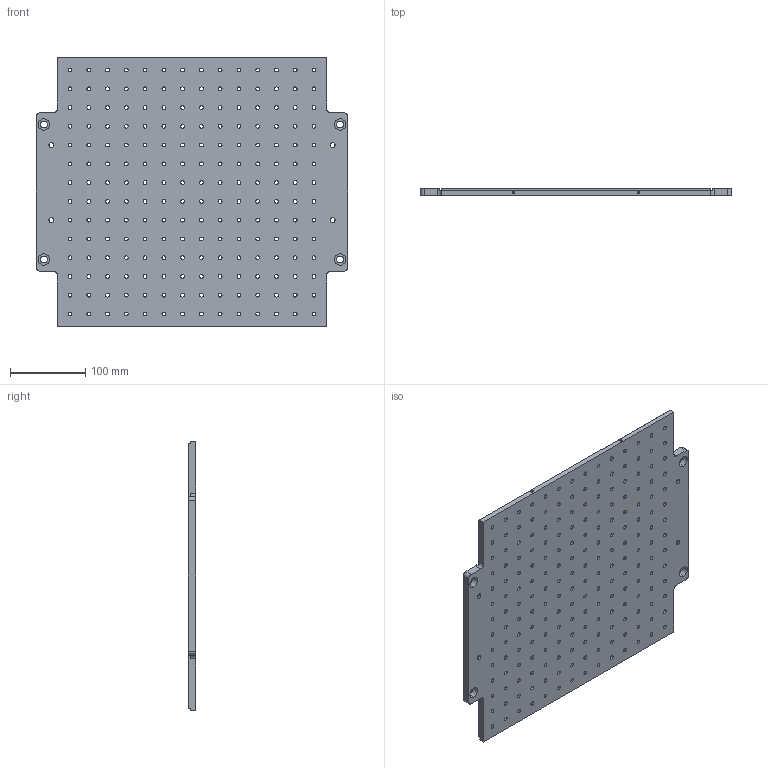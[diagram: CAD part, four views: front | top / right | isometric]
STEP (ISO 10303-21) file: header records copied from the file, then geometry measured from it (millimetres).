
FILE_DESCRIPTION (( 'STEP AP203' ), '1' );
FILE_NAME ('6_base.STEP', '2021-08-30T12:54:22', ( '' ), ( '' ), 'SwSTEP 2.0', 'SolidWorks 2020', '' );
FILE_SCHEMA (( 'CONFIG_CONTROL_DESIGN' ));
Length unit declared in the file: millimetre
Products named in the file (1): 6_base
Bounding box: 415 x 10 x 359 mm (x, y, z)
Volume: 1347383.5 mm3; surface area: 326311.7 mm2
Topology: 1 solids, 1 shells, 542 faces, 1570 edges, 1014 vertices
Faces by surface type: cylinder 472, cone 40, plane 30
Entity records: 19081 total; most frequent: DIRECTION 3554, CARTESIAN_POINT 3203, ORIENTED_EDGE 3060, EDGE_CURVE 1530, AXIS2_PLACEMENT_3D 1493, VERTEX_POINT 1014, EDGE_LOOP 982, CIRCLE 950
